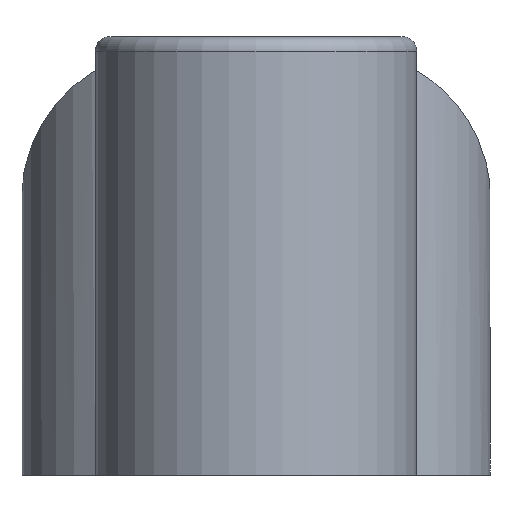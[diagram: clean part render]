
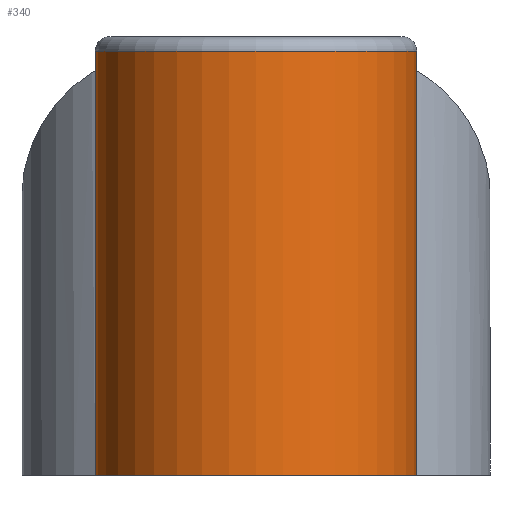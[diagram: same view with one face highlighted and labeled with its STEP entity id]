
A CAD part, left-side view. The second image highlights one B-rep face of the part: STEP entity #340.
In plain terms, the highlighted cylindrical face has radius 11 mm (diameter 22 mm), a partial arc.
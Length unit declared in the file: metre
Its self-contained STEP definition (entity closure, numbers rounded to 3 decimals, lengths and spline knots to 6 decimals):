
#22=CIRCLE('',#376,0.011);
#23=CIRCLE('',#377,0.011);
#43=CYLINDRICAL_SURFACE('',#375,0.011);
#61=ORIENTED_EDGE('',*,*,#159,.T.);
#62=ORIENTED_EDGE('',*,*,#160,.T.);
#63=ORIENTED_EDGE('',*,*,#161,.T.);
#64=ORIENTED_EDGE('',*,*,#162,.T.);
#159=EDGE_CURVE('',#208,#209,#240,.F.);
#160=EDGE_CURVE('',#209,#210,#22,.F.);
#161=EDGE_CURVE('',#210,#211,#241,.T.);
#162=EDGE_CURVE('',#211,#208,#23,.T.);
#208=VERTEX_POINT('',#544);
#209=VERTEX_POINT('',#545);
#210=VERTEX_POINT('',#547);
#211=VERTEX_POINT('',#549);
#240=LINE('',#543,#262);
#241=LINE('',#548,#263);
#262=VECTOR('',#431,1.);
#263=VECTOR('',#434,1.);
#278=EDGE_LOOP('',(#61,#62,#63,#64));
#305=FACE_BOUND('',#278,.T.);
#340=ADVANCED_FACE('',(#305),#43,.T.);
#375=AXIS2_PLACEMENT_3D('',#542,#429,#430);
#376=AXIS2_PLACEMENT_3D('',#546,#432,#433);
#377=AXIS2_PLACEMENT_3D('',#550,#435,#436);
#429=DIRECTION('',(0.,0.,-1.));
#430=DIRECTION('',(-1.,0.,0.));
#431=DIRECTION('',(0.,0.,-1.));
#432=DIRECTION('',(0.,0.,1.));
#433=DIRECTION('',(1.,0.,0.));
#434=DIRECTION('',(0.,0.,-1.));
#435=DIRECTION('',(0.,0.,1.));
#436=DIRECTION('',(1.,0.,0.));
#542=CARTESIAN_POINT('',(0.,0.,0.03));
#543=CARTESIAN_POINT('',(0.008071,-0.007474,0.03));
#544=CARTESIAN_POINT('',(0.008071,-0.007474,0.));
#545=CARTESIAN_POINT('',(0.008071,-0.007474,0.029));
#546=CARTESIAN_POINT('',(0.,0.,0.029));
#547=CARTESIAN_POINT('',(0.008071,0.007474,0.029));
#548=CARTESIAN_POINT('',(0.008071,0.007474,0.03));
#549=CARTESIAN_POINT('',(0.008071,0.007474,0.));
#550=CARTESIAN_POINT('',(0.,0.,0.));
